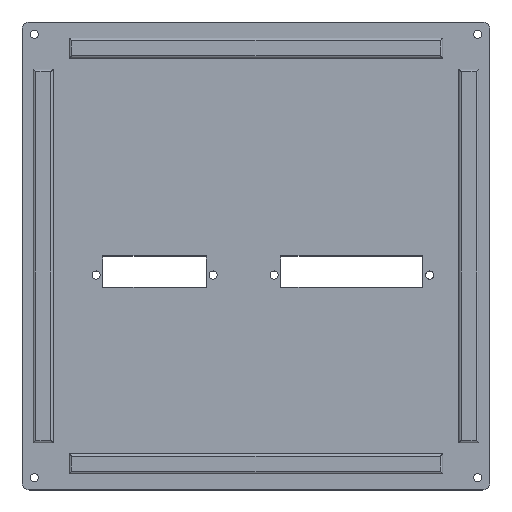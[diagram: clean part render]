
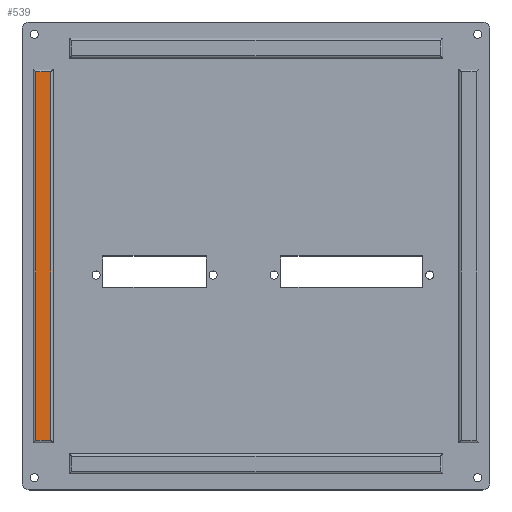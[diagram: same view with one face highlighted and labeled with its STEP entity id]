
A CAD part, top view. The second image highlights one B-rep face of the part: STEP entity #539.
In plain terms, the highlighted planar face has unit normal (0, 0, 1).
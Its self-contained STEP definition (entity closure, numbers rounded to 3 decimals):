
#93 = VERTEX_POINT('',#94);
#94 = CARTESIAN_POINT('',(-88.5,-74.,6.));
#101 = EDGE_CURVE('',#93,#102,#104,.T.);
#102 = VERTEX_POINT('',#103);
#103 = CARTESIAN_POINT('',(-88.5,74.,6.));
#104 = LINE('',#105,#106);
#105 = CARTESIAN_POINT('',(-88.5,-75.,6.));
#106 = VECTOR('',#107,1.);
#107 = DIRECTION('',(0.,1.,0.));
#519 = VERTEX_POINT('',#520);
#520 = CARTESIAN_POINT('',(-82.5,-74.,6.));
#527 = EDGE_CURVE('',#519,#93,#528,.T.);
#528 = LINE('',#529,#530);
#529 = CARTESIAN_POINT('',(-81.5,-74.,6.));
#530 = VECTOR('',#531,1.);
#531 = DIRECTION('',(-1.,0.,0.));
#539 = ADVANCED_FACE('',(#540),#558,.T.);
#540 = FACE_BOUND('',#541,.T.);
#541 = EDGE_LOOP('',(#542,#550,#551,#552));
#542 = ORIENTED_EDGE('',*,*,#543,.F.);
#543 = EDGE_CURVE('',#102,#544,#546,.T.);
#544 = VERTEX_POINT('',#545);
#545 = CARTESIAN_POINT('',(-82.5,74.,6.));
#546 = LINE('',#547,#548);
#547 = CARTESIAN_POINT('',(-89.5,74.,6.));
#548 = VECTOR('',#549,1.);
#549 = DIRECTION('',(1.,0.,0.));
#550 = ORIENTED_EDGE('',*,*,#101,.F.);
#551 = ORIENTED_EDGE('',*,*,#527,.F.);
#552 = ORIENTED_EDGE('',*,*,#553,.F.);
#553 = EDGE_CURVE('',#544,#519,#554,.T.);
#554 = LINE('',#555,#556);
#555 = CARTESIAN_POINT('',(-82.5,75.,6.));
#556 = VECTOR('',#557,1.);
#557 = DIRECTION('',(0.,-1.,0.));
#558 = PLANE('',#559);
#559 = AXIS2_PLACEMENT_3D('',#560,#561,#562);
#560 = CARTESIAN_POINT('',(0.,0.,6.));
#561 = DIRECTION('',(0.,0.,1.));
#562 = DIRECTION('',(1.,0.,0.));
